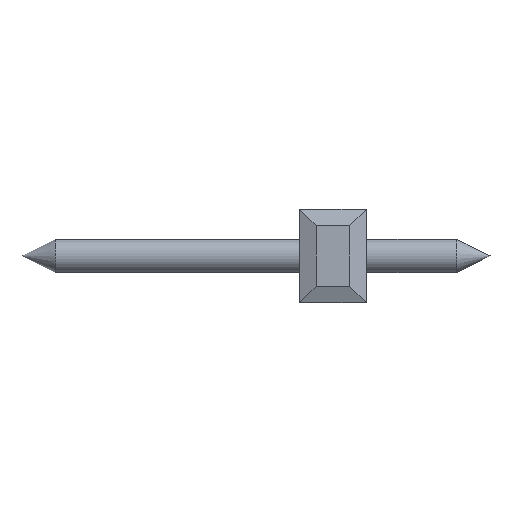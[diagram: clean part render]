
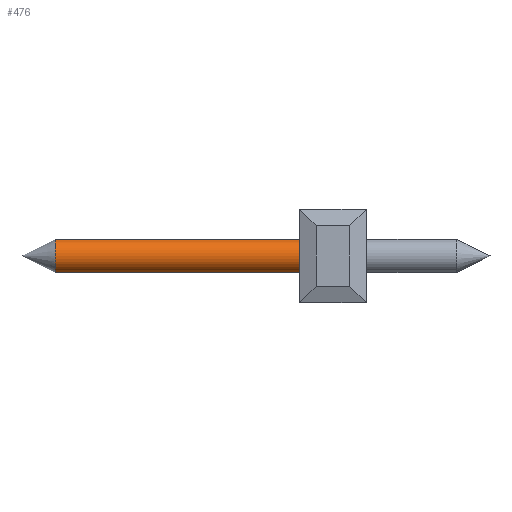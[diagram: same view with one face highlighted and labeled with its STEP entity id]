
A CAD part, left-side view. The second image highlights one B-rep face of the part: STEP entity #476.
In plain terms, the highlighted cylindrical face has radius 0.5 mm (diameter 1 mm), a full revolution.
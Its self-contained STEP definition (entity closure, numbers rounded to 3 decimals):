
#476 = ADVANCED_FACE( '', ( #1274, #1275 ), #1276, .T. );
#1274 = FACE_OUTER_BOUND( '', #2445, .T. );
#1275 = FACE_OUTER_BOUND( '', #2446, .T. );
#1276 = CYLINDRICAL_SURFACE( '', #2447, 0.5 );
#2445 = EDGE_LOOP( '', ( #3845 ) );
#2446 = EDGE_LOOP( '', ( #3846 ) );
#2447 = AXIS2_PLACEMENT_3D( '', #3847, #3848, #3849 );
#3845 = ORIENTED_EDGE( '', *, *, #6722, .F. );
#3846 = ORIENTED_EDGE( '', *, *, #6723, .T. );
#3847 = CARTESIAN_POINT( '', ( 175.185, 131.078, 61.3 ) );
#3848 = DIRECTION( '', ( 0., 1., 0. ) );
#3849 = DIRECTION( '', ( 1., 0., 0. ) );
#6722 = EDGE_CURVE( '', #8050, #8050, #8051, .F. );
#6723 = EDGE_CURVE( '', #8052, #8052, #8053, .F. );
#8050 = VERTEX_POINT( '', #9823 );
#8051 = CIRCLE( '', #9824, 0.5 );
#8052 = VERTEX_POINT( '', #9825 );
#8053 = CIRCLE( '', #9826, 0.5 );
#9823 = CARTESIAN_POINT( '', ( 174.685, 122.578, 61.3 ) );
#9824 = AXIS2_PLACEMENT_3D( '', #11803, #11804, #11805 );
#9825 = CARTESIAN_POINT( '', ( 174.685, 130.078, 61.3 ) );
#9826 = AXIS2_PLACEMENT_3D( '', #11806, #11807, #11808 );
#11803 = CARTESIAN_POINT( '', ( 175.185, 122.578, 61.3 ) );
#11804 = DIRECTION( '', ( 0., 1., 0. ) );
#11805 = DIRECTION( '', ( -1., 0., 0. ) );
#11806 = CARTESIAN_POINT( '', ( 175.185, 130.078, 61.3 ) );
#11807 = DIRECTION( '', ( 0., 1., 0. ) );
#11808 = DIRECTION( '', ( -1., 0., 0. ) );
